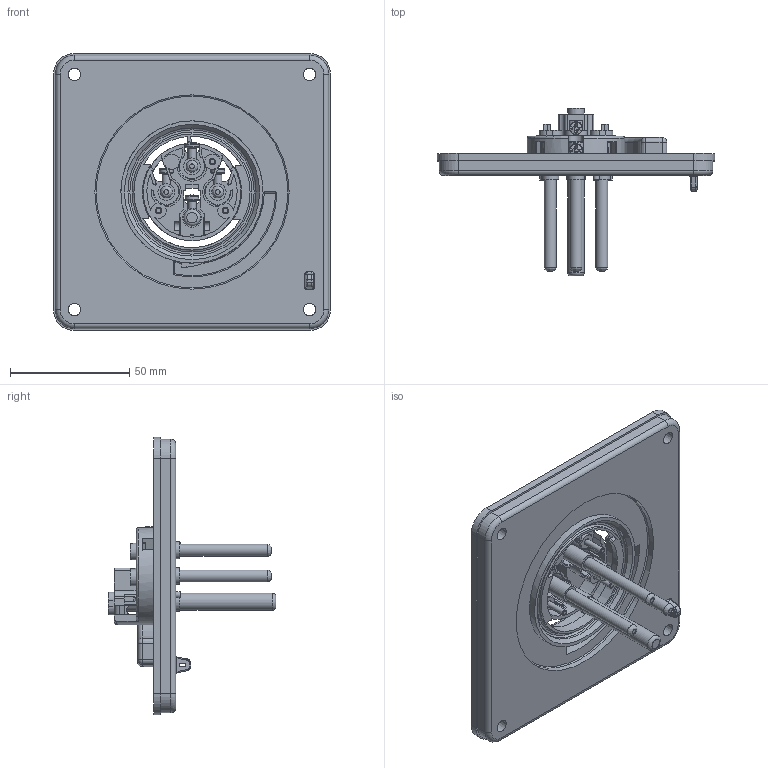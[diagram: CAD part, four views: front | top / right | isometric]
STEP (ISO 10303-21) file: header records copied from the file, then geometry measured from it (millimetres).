
FILE_DESCRIPTION(/* description */ (''),/* implementation_level */ '2;1');
FILE_NAME(/* name */ '4003578.stp',/* time_stamp */ '2019-03-01T11:16:11+01:00',/* author */ (''),/* organization */ (''),/* preprocessor_version */ 'ST-DEVELOPER v16.7',/* originating_system */ 'SIEMENS PLM Software NX 12.0',/* authorisation */ '');
FILE_SCHEMA (('AUTOMOTIVE_DESIGN { 1 0 10303 214 3 1 1 1 }'));
Products named in the file (1): bsom23CC53FBp0v0
Bounding box: 116 x 70.2 x 116 mm (x, y, z)
Volume: 73080.1 mm3; surface area: 66488.1 mm2
Topology: 14 solids, 14 shells, 1484 faces, 3704 edges, 2276 vertices
Faces by surface type: plane 587, cylinder 430, bspline 231, torus 116, sphere 72, cone 48
Full cylindrical faces by diameter (mm): 1.875 x3, 2.5 x3, 2.7 x3, 2.8 x4, 3.5 x7, 3.6 x3, 3.7 x1, 4 x1, 4.3 x3, 4.4 x4, 5 x3, 5.1 x4, 5.8 x4, 7 x4, 8 x1, 48.6 x1, 53.6 x1, 59.5 x1, 81.3 x1
Entity records: 56760 total; most frequent: CARTESIAN_POINT 23241, ORIENTED_EDGE 6962, DIRECTION 6814, EDGE_CURVE 3481, AXIS2_PLACEMENT_3D 2597, VERTEX_POINT 2214, EDGE_LOOP 1725, LINE 1620
